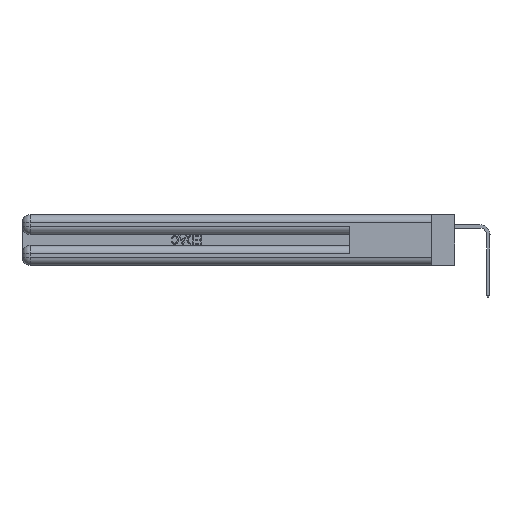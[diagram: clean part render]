
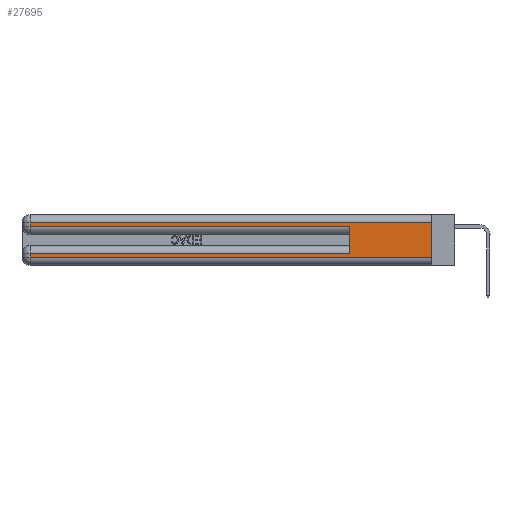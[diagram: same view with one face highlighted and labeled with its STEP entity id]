
A CAD part, left-side view. The second image highlights one B-rep face of the part: STEP entity #27695.
In plain terms, the highlighted planar face has unit normal (-1, 0, 0).
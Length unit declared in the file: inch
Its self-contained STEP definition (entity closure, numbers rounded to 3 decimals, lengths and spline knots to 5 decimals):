
#721 = LINE ( 'NONE', #45455, #8677 ) ;
#1129 = LINE ( 'NONE', #34378, #43880 ) ;
#1518 = VERTEX_POINT ( 'NONE', #24649 ) ;
#2391 = DIRECTION ( 'NONE',  ( 0., 0., -1. ) ) ;
#2485 = CARTESIAN_POINT ( 'NONE',  ( 0., 2.94, 0.085 ) ) ;
#2626 = EDGE_CURVE ( 'NONE', #35885, #33559, #31262, .T. ) ;
#3390 = FACE_OUTER_BOUND ( 'NONE', #10174, .T. ) ;
#3546 = CARTESIAN_POINT ( 'NONE',  ( 0., 2.94, 0.285 ) ) ;
#3719 = CARTESIAN_POINT ( 'NONE',  ( 0., 0., 0.37 ) ) ;
#4397 = CARTESIAN_POINT ( 'NONE',  ( 0., 0., 0.31 ) ) ;
#4874 = VERTEX_POINT ( 'NONE', #2485 ) ;
#5090 = LINE ( 'NONE', #27574, #45402 ) ;
#6660 = ORIENTED_EDGE ( 'NONE', *, *, #15945, .T. ) ;
#7148 = DIRECTION ( 'NONE',  ( 0., 1., 0. ) ) ;
#7358 = LINE ( 'NONE', #19686, #24453 ) ;
#7630 = CARTESIAN_POINT ( 'NONE',  ( 0., 2.94, 0.37 ) ) ;
#8139 = DIRECTION ( 'NONE',  ( 0., 1., 0. ) ) ;
#8650 = LINE ( 'NONE', #7630, #28170 ) ;
#8677 = VECTOR ( 'NONE', #37570, 39.37008 ) ;
#9006 = AXIS2_PLACEMENT_3D ( 'NONE', #33383, #25761, #2391 ) ;
#9106 = VERTEX_POINT ( 'NONE', #10505 ) ;
#10174 = EDGE_LOOP ( 'NONE', ( #49920, #45724, #32182, #20363, #13036, #16732, #43915, #6660 ) ) ;
#10505 = CARTESIAN_POINT ( 'NONE',  ( 0., 0.6, 0.285 ) ) ;
#10618 = CARTESIAN_POINT ( 'NONE',  ( 0., 2.94, 0.06 ) ) ;
#11603 = DIRECTION ( 'NONE',  ( 0., 0., -1. ) ) ;
#13036 = ORIENTED_EDGE ( 'NONE', *, *, #45630, .F. ) ;
#15079 = CARTESIAN_POINT ( 'NONE',  ( 0., 0.6, 0.085 ) ) ;
#15945 = EDGE_CURVE ( 'NONE', #25976, #33559, #20510, .T. ) ;
#16732 = ORIENTED_EDGE ( 'NONE', *, *, #16916, .T. ) ;
#16916 = EDGE_CURVE ( 'NONE', #33187, #4874, #5090, .T. ) ;
#17155 = DIRECTION ( 'NONE',  ( 0., -1., 0. ) ) ;
#19686 = CARTESIAN_POINT ( 'NONE',  ( 0., 2.94, 0.37 ) ) ;
#20363 = ORIENTED_EDGE ( 'NONE', *, *, #41335, .T. ) ;
#20510 = LINE ( 'NONE', #40422, #49165 ) ;
#20972 = EDGE_CURVE ( 'NONE', #1518, #39949, #8650, .T. ) ;
#21521 = CARTESIAN_POINT ( 'NONE',  ( 0., 0., 0.06 ) ) ;
#24453 = VECTOR ( 'NONE', #42993, 39.37008 ) ;
#24649 = CARTESIAN_POINT ( 'NONE',  ( 0., 2.94, 0.31 ) ) ;
#25761 = DIRECTION ( 'NONE',  ( 1., 0., 0. ) ) ;
#25976 = VERTEX_POINT ( 'NONE', #10618 ) ;
#26733 = EDGE_CURVE ( 'NONE', #35885, #1518, #1129, .T. ) ;
#26922 = DIRECTION ( 'NONE',  ( 0., 0., -1. ) ) ;
#27574 = CARTESIAN_POINT ( 'NONE',  ( 0., 0., 0.085 ) ) ;
#27695 = ADVANCED_FACE ( 'NONE', ( #3390 ), #37327, .F. ) ;
#28170 = VECTOR ( 'NONE', #11603, 39.37008 ) ;
#31262 = LINE ( 'NONE', #3719, #33699 ) ;
#32182 = ORIENTED_EDGE ( 'NONE', *, *, #20972, .T. ) ;
#33187 = VERTEX_POINT ( 'NONE', #15079 ) ;
#33275 = VECTOR ( 'NONE', #42887, 39.37008 ) ;
#33383 = CARTESIAN_POINT ( 'NONE',  ( 0., 0., 0.37 ) ) ;
#33559 = VERTEX_POINT ( 'NONE', #21521 ) ;
#33699 = VECTOR ( 'NONE', #26922, 39.37008 ) ;
#34378 = CARTESIAN_POINT ( 'NONE',  ( 0., 0., 0.31 ) ) ;
#35885 = VERTEX_POINT ( 'NONE', #4397 ) ;
#37327 = PLANE ( 'NONE',  #9006 ) ;
#37570 = DIRECTION ( 'NONE',  ( 0., -1., 0. ) ) ;
#39367 = EDGE_CURVE ( 'NONE', #4874, #25976, #7358, .T. ) ;
#39949 = VERTEX_POINT ( 'NONE', #3546 ) ;
#40422 = CARTESIAN_POINT ( 'NONE',  ( 0., 0., 0.06 ) ) ;
#41335 = EDGE_CURVE ( 'NONE', #39949, #9106, #721, .T. ) ;
#42887 = DIRECTION ( 'NONE',  ( 0., 0., 1. ) ) ;
#42993 = DIRECTION ( 'NONE',  ( 0., 0., -1. ) ) ;
#43684 = LINE ( 'NONE', #46833, #33275 ) ;
#43880 = VECTOR ( 'NONE', #7148, 39.37008 ) ;
#43915 = ORIENTED_EDGE ( 'NONE', *, *, #39367, .T. ) ;
#45402 = VECTOR ( 'NONE', #8139, 39.37008 ) ;
#45455 = CARTESIAN_POINT ( 'NONE',  ( 0., 0., 0.285 ) ) ;
#45630 = EDGE_CURVE ( 'NONE', #33187, #9106, #43684, .T. ) ;
#45724 = ORIENTED_EDGE ( 'NONE', *, *, #26733, .T. ) ;
#46833 = CARTESIAN_POINT ( 'NONE',  ( 0., 0.6, 0.145 ) ) ;
#49165 = VECTOR ( 'NONE', #17155, 39.37008 ) ;
#49920 = ORIENTED_EDGE ( 'NONE', *, *, #2626, .F. ) ;
